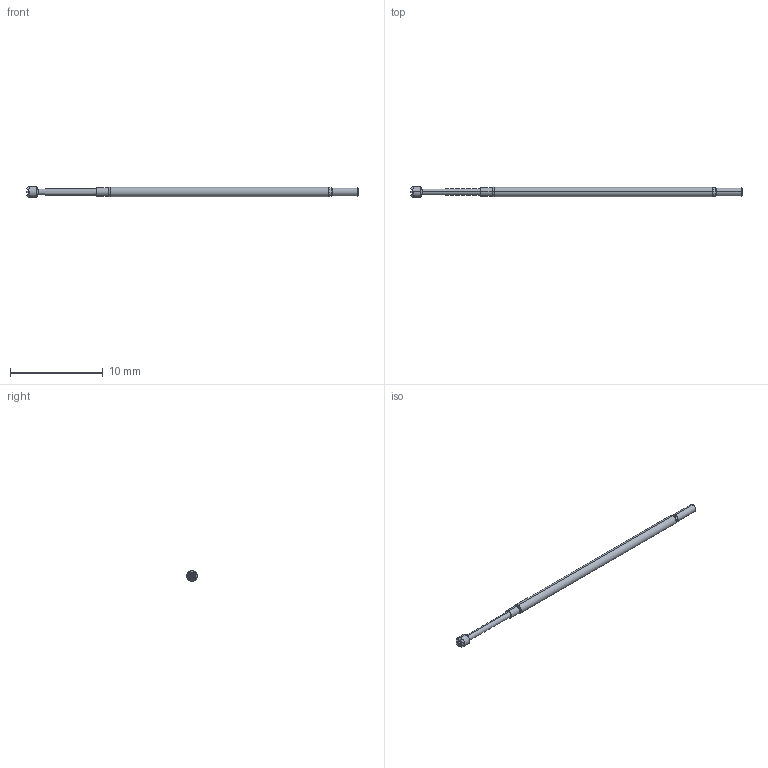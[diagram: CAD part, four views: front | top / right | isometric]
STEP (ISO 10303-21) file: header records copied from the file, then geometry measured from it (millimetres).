
FILE_DESCRIPTION (( 'STEP AP214' ), '1' );
FILE_NAME ('X50-PRP2509_-_.STEP', '2016-04-04T19:38:40', ( 'spare' ), ( '' ), 'SwSTEP 2.0', 'SolidWorks 2016', '' );
FILE_SCHEMA (( 'AUTOMOTIVE_DESIGN' ));
Length unit declared in the file: inch
Products named in the file (1): X50-PRP2509_-_
Bounding box: 35.81 x 1.17 x 1.17 mm (x, y, z)
Volume: 25.4 mm3; surface area: 108.4 mm2
Topology: 1 solids, 1 shells, 167 faces, 423 edges, 259 vertices
Faces by surface type: bspline 86, cone 60, cylinder 11, torus 8, plane 2
Entity records: 9188 total; most frequent: CARTESIAN_POINT 3673, ORIENTED_EDGE 846, DIRECTION 514, EDGE_CURVE 423, VERTEX_POINT 259, AXIS2_PLACEMENT_3D 247, B_SPLINE_CURVE_WITH_KNOTS 222, UNCERTAINTY_MEASURE_WITH_UNIT 170
